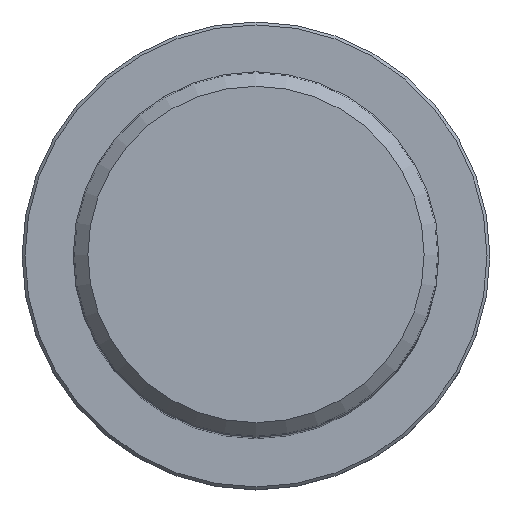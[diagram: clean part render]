
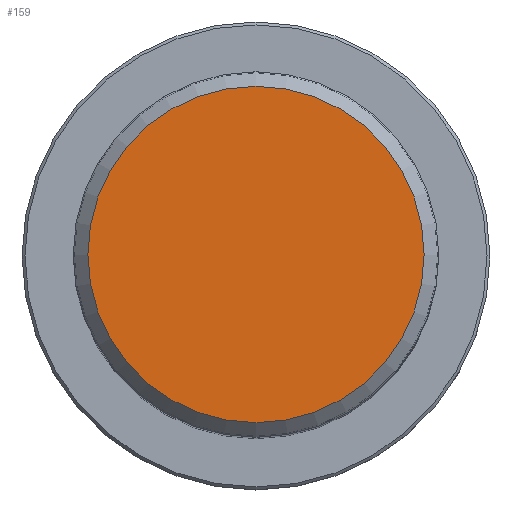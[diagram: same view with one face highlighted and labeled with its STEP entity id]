
A CAD part, top view. The second image highlights one B-rep face of the part: STEP entity #159.
In plain terms, the highlighted planar face has unit normal (0, 0, 1).
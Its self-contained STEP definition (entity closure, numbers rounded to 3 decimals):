
#95=PLANE('',#440);
#98=FACE_OUTER_BOUND('',#255,.T.);
#159=ADVANCED_FACE('',(#98),#95,.F.);
#255=EDGE_LOOP('',(#307));
#307=ORIENTED_EDGE('',*,*,#375,.T.);
#349=VERTEX_POINT('',#658);
#375=EDGE_CURVE('',#349,#349,#400,.T.);
#400=CIRCLE('',#439,11.5);
#439=AXIS2_PLACEMENT_3D('',#657,#518,#519);
#440=AXIS2_PLACEMENT_3D('',#659,#520,#521);
#518=DIRECTION('',(0.,0.,1.));
#519=DIRECTION('',(0.,1.,0.));
#520=DIRECTION('',(0.,0.,-1.));
#521=DIRECTION('',(0.,-1.,0.));
#657=CARTESIAN_POINT('',(0.,0.,56.));
#658=CARTESIAN_POINT('',(0.,11.5,56.));
#659=CARTESIAN_POINT('',(-11.5,0.,56.));
